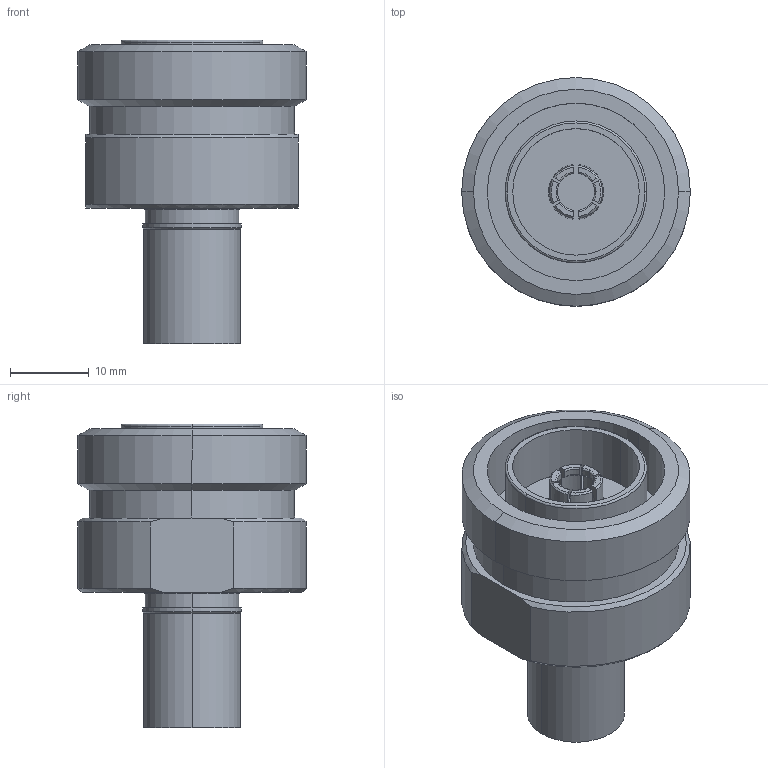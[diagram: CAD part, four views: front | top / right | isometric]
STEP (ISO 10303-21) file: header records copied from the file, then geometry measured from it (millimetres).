
FILE_DESCRIPTION (( 'STEP AP214' ), '1' );
FILE_NAME ('J01121A0144.STEP', '2015-12-14T12:42:01', ( '' ), ( '' ), 'SwSTEP 2.0', 'SolidWorks 2015', '' );
FILE_SCHEMA (( 'AUTOMOTIVE_DESIGN' ));
Length unit declared in the file: millimetre
Products named in the file (1): J01121A0144
Bounding box: 29 x 29 x 38.5 mm (x, y, z)
Volume: 11784 mm3; surface area: 6140.1 mm2
Topology: 1 solids, 1 shells, 115 faces, 274 edges, 177 vertices
Faces by surface type: cylinder 45, plane 32, cone 27, torus 11
Entity records: 4678 total; most frequent: CARTESIAN_POINT 765, DIRECTION 560, ORIENTED_EDGE 548, EDGE_CURVE 274, AXIS2_PLACEMENT_3D 228, VERTEX_POINT 177, EDGE_LOOP 131, UNCERTAINTY_MEASURE_WITH_UNIT 115
